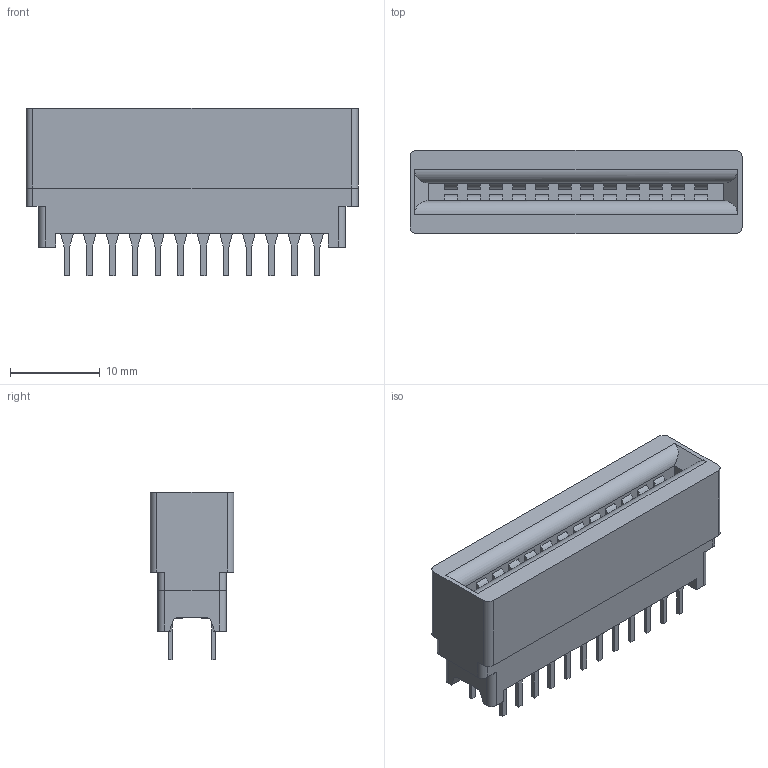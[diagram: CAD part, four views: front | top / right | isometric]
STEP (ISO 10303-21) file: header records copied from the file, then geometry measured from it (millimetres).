
FILE_DESCRIPTION(/* description */ (''),/* implementation_level */ '2;1');
FILE_NAME(/* name */ 'TE 5530843-1.step',/* time_stamp */ '2024-04-02T17:07:15+01:00',/* author */ (''),/* organization */ (''),/* preprocessor_version */ 'ST-DEVELOPER v20',/* originating_system */ 'Autodesk Translation Framework v12.20.1.177',/* authorisation */ '');
FILE_SCHEMA (('AUTOMOTIVE_DESIGN { 1 0 10303 214 3 1 1 }'));
Length unit declared in the file: millimetre
Products named in the file (1): TE 5530843-1
Bounding box: 37.08 x 9.35 x 18.67 mm (x, y, z)
Volume: 4021.3 mm3; surface area: 2794.6 mm2
Topology: 1 solids, 1 shells, 328 faces, 821 edges, 546 vertices
Faces by surface type: plane 286, cylinder 42
Entity records: 9951 total; most frequent: CARTESIAN_POINT 1696, ORIENTED_EDGE 1642, DIRECTION 1563, EDGE_CURVE 821, LINE 737, VECTOR 737, VERTEX_POINT 546, AXIS2_PLACEMENT_3D 413
